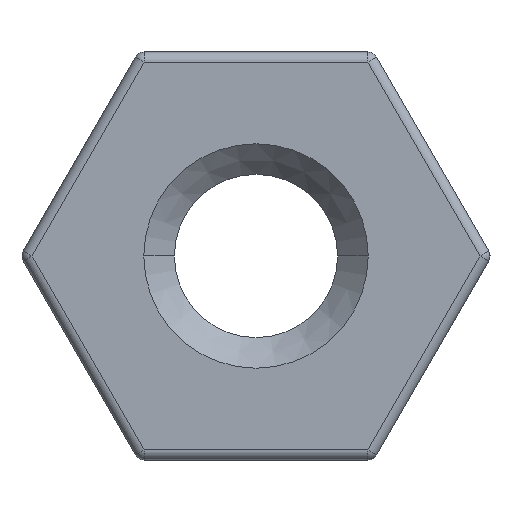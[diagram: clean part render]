
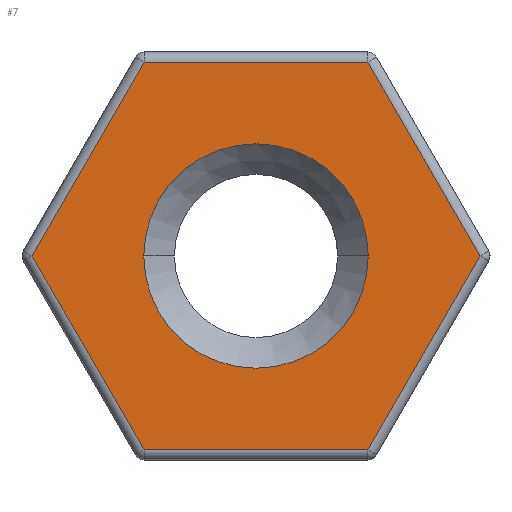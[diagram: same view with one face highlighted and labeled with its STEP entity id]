
A CAD part, left-side view. The second image highlights one B-rep face of the part: STEP entity #7.
In plain terms, the highlighted planar face has unit normal (-1, 0, 0).
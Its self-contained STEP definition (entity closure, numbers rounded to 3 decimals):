
#6 = VECTOR ( 'NONE', #205, 1000. ) ;
#7 = ADVANCED_FACE ( 'NONE', ( #468, #305 ), #271, .F. ) ;
#13 = EDGE_CURVE ( 'NONE', #797, #1084, #1025, .T. ) ;
#35 = ORIENTED_EDGE ( 'NONE', *, *, #13, .T. ) ;
#41 = DIRECTION ( 'NONE',  ( 0., -1., 0. ) ) ;
#63 = DIRECTION ( 'NONE',  ( 0., 1., 0. ) ) ;
#71 = LINE ( 'NONE', #323, #1252 ) ;
#79 = EDGE_CURVE ( 'NONE', #781, #1266, #997, .T. ) ;
#88 = ORIENTED_EDGE ( 'NONE', *, *, #771, .T. ) ;
#136 = CARTESIAN_POINT ( 'NONE',  ( 0., 0., 1.9 ) ) ;
#175 = CIRCLE ( 'NONE', #558, 1.1 ) ;
#205 = DIRECTION ( 'NONE',  ( 0., 1., 0. ) ) ;
#227 = DIRECTION ( 'NONE',  ( 0., 0.5, -0.866 ) ) ;
#229 = ORIENTED_EDGE ( 'NONE', *, *, #1006, .T. ) ;
#255 = LINE ( 'NONE', #677, #1232 ) ;
#256 = ORIENTED_EDGE ( 'NONE', *, *, #968, .T. ) ;
#262 = CARTESIAN_POINT ( 'NONE',  ( 0., -1.645, 0.95 ) ) ;
#271 = PLANE ( 'NONE',  #628 ) ;
#276 = ORIENTED_EDGE ( 'NONE', *, *, #1261, .T. ) ;
#279 = DIRECTION ( 'NONE',  ( 1., 0., 0. ) ) ;
#280 = CARTESIAN_POINT ( 'NONE',  ( 0., 1.097, 1.9 ) ) ;
#281 = EDGE_CURVE ( 'NONE', #1266, #781, #175, .T. ) ;
#301 = VECTOR ( 'NONE', #227, 1000. ) ;
#305 = FACE_BOUND ( 'NONE', #350, .T. ) ;
#323 = CARTESIAN_POINT ( 'NONE',  ( 0., 1.645, -0.95 ) ) ;
#337 = CARTESIAN_POINT ( 'NONE',  ( 0., 1.645, 0.95 ) ) ;
#350 = EDGE_LOOP ( 'NONE', ( #973, #417 ) ) ;
#354 = VERTEX_POINT ( 'NONE', #555 ) ;
#372 = VERTEX_POINT ( 'NONE', #994 ) ;
#375 = EDGE_CURVE ( 'NONE', #1084, #372, #573, .T. ) ;
#417 = ORIENTED_EDGE ( 'NONE', *, *, #79, .T. ) ;
#421 = ORIENTED_EDGE ( 'NONE', *, *, #375, .T. ) ;
#468 = FACE_OUTER_BOUND ( 'NONE', #931, .T. ) ;
#481 = VECTOR ( 'NONE', #621, 1000. ) ;
#485 = CARTESIAN_POINT ( 'NONE',  ( 0., 0., 0. ) ) ;
#537 = CARTESIAN_POINT ( 'NONE',  ( 0., -1.097, -1.9 ) ) ;
#539 = DIRECTION ( 'NONE',  ( 0., -0.5, -0.866 ) ) ;
#555 = CARTESIAN_POINT ( 'NONE',  ( 0., -2.194, 0. ) ) ;
#558 = AXIS2_PLACEMENT_3D ( 'NONE', #1032, #1040, #1043 ) ;
#564 = VECTOR ( 'NONE', #758, 1000. ) ;
#573 = LINE ( 'NONE', #337, #301 ) ;
#588 = LINE ( 'NONE', #262, #564 ) ;
#591 = DIRECTION ( 'NONE',  ( 0., 1., 0. ) ) ;
#617 = CARTESIAN_POINT ( 'NONE',  ( 0., -1.645, -0.95 ) ) ;
#621 = DIRECTION ( 'NONE',  ( 0., -0.5, 0.866 ) ) ;
#628 = AXIS2_PLACEMENT_3D ( 'NONE', #965, #279, #63 ) ;
#640 = CARTESIAN_POINT ( 'NONE',  ( 0., -1.097, 1.9 ) ) ;
#677 = CARTESIAN_POINT ( 'NONE',  ( 0., 0., -1.9 ) ) ;
#758 = DIRECTION ( 'NONE',  ( 0., 0.5, 0.866 ) ) ;
#771 = EDGE_CURVE ( 'NONE', #372, #1135, #71, .T. ) ;
#772 = VERTEX_POINT ( 'NONE', #537 ) ;
#781 = VERTEX_POINT ( 'NONE', #1075 ) ;
#797 = VERTEX_POINT ( 'NONE', #640 ) ;
#800 = CARTESIAN_POINT ( 'NONE',  ( 0., 1.1, 0. ) ) ;
#866 = AXIS2_PLACEMENT_3D ( 'NONE', #485, #1229, #591 ) ;
#931 = EDGE_LOOP ( 'NONE', ( #256, #35, #421, #88, #229, #276 ) ) ;
#965 = CARTESIAN_POINT ( 'NONE',  ( 0., 0., 0. ) ) ;
#968 = EDGE_CURVE ( 'NONE', #354, #797, #588, .T. ) ;
#969 = LINE ( 'NONE', #617, #481 ) ;
#973 = ORIENTED_EDGE ( 'NONE', *, *, #281, .T. ) ;
#994 = CARTESIAN_POINT ( 'NONE',  ( 0., 2.194, 0. ) ) ;
#997 = CIRCLE ( 'NONE', #866, 1.1 ) ;
#1006 = EDGE_CURVE ( 'NONE', #1135, #772, #255, .T. ) ;
#1025 = LINE ( 'NONE', #136, #6 ) ;
#1032 = CARTESIAN_POINT ( 'NONE',  ( 0., 0., 0. ) ) ;
#1040 = DIRECTION ( 'NONE',  ( 1., 0., 0. ) ) ;
#1043 = DIRECTION ( 'NONE',  ( 0., 1., 0. ) ) ;
#1075 = CARTESIAN_POINT ( 'NONE',  ( 0., -1.1, 0. ) ) ;
#1084 = VERTEX_POINT ( 'NONE', #280 ) ;
#1135 = VERTEX_POINT ( 'NONE', #1230 ) ;
#1229 = DIRECTION ( 'NONE',  ( 1., 0., 0. ) ) ;
#1230 = CARTESIAN_POINT ( 'NONE',  ( 0., 1.097, -1.9 ) ) ;
#1232 = VECTOR ( 'NONE', #41, 1000. ) ;
#1252 = VECTOR ( 'NONE', #539, 1000. ) ;
#1261 = EDGE_CURVE ( 'NONE', #772, #354, #969, .T. ) ;
#1266 = VERTEX_POINT ( 'NONE', #800 ) ;
